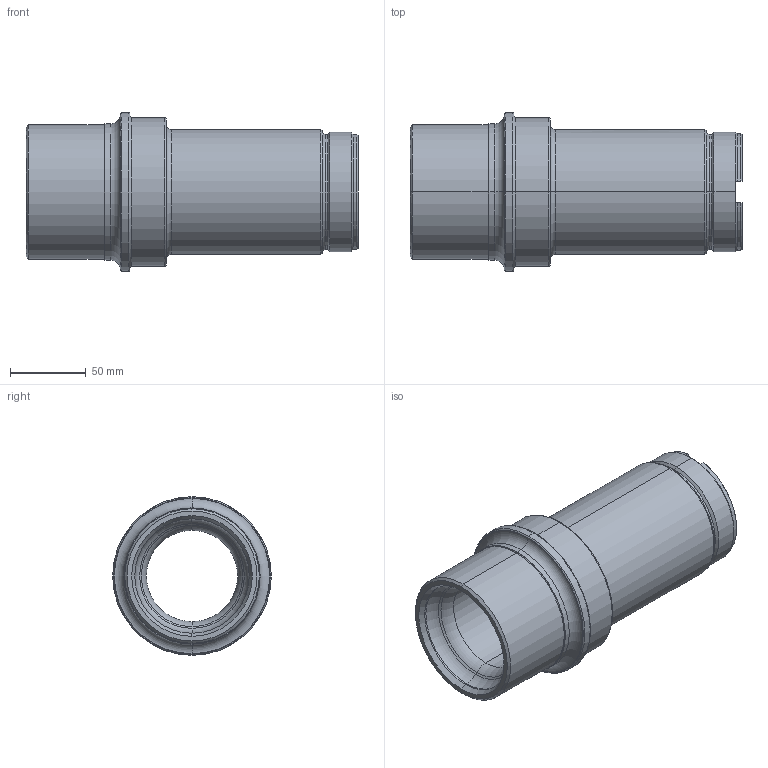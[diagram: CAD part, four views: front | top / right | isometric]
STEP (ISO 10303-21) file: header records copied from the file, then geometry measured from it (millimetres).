
FILE_DESCRIPTION (( 'STEP AP214' ), '1' );
FILE_NAME ('3 SPINDLE WELDED INSIDE SEALS.STEP', '2025-04-14T16:09:06', ( '' ), ( '' ), 'SwSTEP 2.0', 'SolidWorks 2018', '' );
FILE_SCHEMA (( 'AUTOMOTIVE_DESIGN' ));
Length unit declared in the file: inch
Products named in the file (1): 3 SPINDLE WELDED INSIDE SEALS
Bounding box: 219.19 x 104.78 x 104.78 mm (x, y, z)
Volume: 638397.1 mm3; surface area: 111153.7 mm2
Topology: 1 solids, 1 shells, 92 faces, 213 edges, 127 vertices
Faces by surface type: torus 29, cylinder 27, cone 18, plane 18
Entity records: 2980 total; most frequent: CARTESIAN_POINT 803, DIRECTION 494, ORIENTED_EDGE 426, AXIS2_PLACEMENT_3D 218, EDGE_CURVE 213, VERTEX_POINT 127, CIRCLE 125, EDGE_LOOP 100
